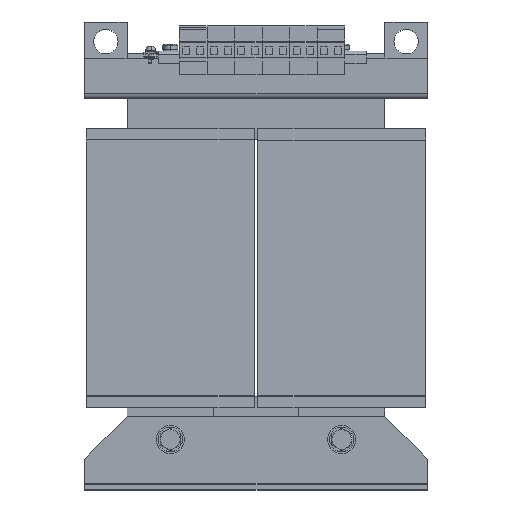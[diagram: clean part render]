
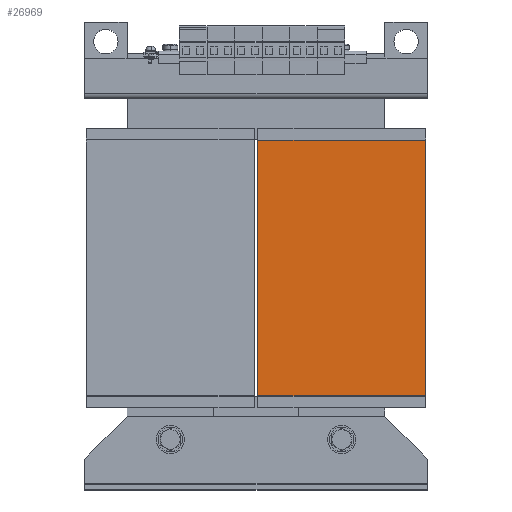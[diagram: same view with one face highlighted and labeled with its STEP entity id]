
A CAD part, top view. The second image highlights one B-rep face of the part: STEP entity #26969.
In plain terms, the highlighted planar face has unit normal (0, 0, 1).
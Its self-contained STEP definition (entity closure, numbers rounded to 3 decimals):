
#855 = CARTESIAN_POINT ( 'NONE',  ( 1.5, 104.495, 85.006 ) ) ;
#1142 = PLANE ( 'NONE',  #29250 ) ;
#1659 = DIRECTION ( 'NONE',  ( 1., 0., 0. ) ) ;
#2848 = DIRECTION ( 'NONE',  ( 1., 0., 0. ) ) ;
#3073 = LINE ( 'NONE', #29980, #28044 ) ;
#4405 = EDGE_LOOP ( 'NONE', ( #14462, #26062, #25244, #30989 ) ) ;
#5548 = DIRECTION ( 'NONE',  ( 0., 1., 0. ) ) ;
#6126 = DIRECTION ( 'NONE',  ( 0., 0., -1. ) ) ;
#6177 = EDGE_CURVE ( 'Defeature ausgef�hrt3_21+Defeature ausgef�hrt3_20+Defeature ausgef�hrt3_26+Defeature ausgef�hrt3_27', #7681, #24753, #27552, .T. ) ;
#6322 = CARTESIAN_POINT ( 'NONE',  ( 1.5, -104.505, 84.994 ) ) ;
#6614 = EDGE_CURVE ( 'Defeature ausgef�hrt3_21+Defeature ausgef�hrt3_27+Defeature ausgef�hrt3_20+Defeature ausgef�hrt3_22', #24753, #30751, #13902, .T. ) ;
#7119 = VECTOR ( 'NONE', #1659, 1000. ) ;
#7296 = VERTEX_POINT ( 'NONE', #11349 ) ;
#7681 = VERTEX_POINT ( 'NONE', #11763 ) ;
#11349 = CARTESIAN_POINT ( 'NONE',  ( 1.5, 104.495, 85.006 ) ) ;
#11763 = CARTESIAN_POINT ( 'NONE',  ( 1.5, -104.505, 84.994 ) ) ;
#13517 = CARTESIAN_POINT ( 'NONE',  ( 1.5, 104.495, 85.006 ) ) ;
#13902 = LINE ( 'NONE', #27345, #29382 ) ;
#14462 = ORIENTED_EDGE ( 'NONE', *, *, #6614, .T. ) ;
#14938 = VECTOR ( 'NONE', #2848, 1000. ) ;
#15509 = DIRECTION ( 'NONE',  ( 0., -1., 0. ) ) ;
#17703 = DIRECTION ( 'NONE',  ( 0., 1., 0. ) ) ;
#19997 = EDGE_CURVE ( 'Defeature ausgef�hrt3_22+Defeature ausgef�hrt3_21+Defeature ausgef�hrt3_26+Defeature ausgef�hrt3_27', #7296, #30751, #21316, .T. ) ;
#21316 = LINE ( 'NONE', #855, #14938 ) ;
#21514 = EDGE_CURVE ( 'Defeature ausgef�hrt3_26+Defeature ausgef�hrt3_21+Defeature ausgef�hrt3_20+Defeature ausgef�hrt3_22', #7681, #7296, #3073, .T. ) ;
#24753 = VERTEX_POINT ( 'NONE', #30507 ) ;
#25244 = ORIENTED_EDGE ( 'NONE', *, *, #21514, .F. ) ;
#26062 = ORIENTED_EDGE ( 'NONE', *, *, #19997, .F. ) ;
#26969 = ADVANCED_FACE ( 'Defeature ausgef�hrt3_21', ( #30532 ), #1142, .F. ) ;
#27345 = CARTESIAN_POINT ( 'NONE',  ( 138.5, 104.495, 85.006 ) ) ;
#27552 = LINE ( 'NONE', #6322, #7119 ) ;
#28044 = VECTOR ( 'NONE', #17703, 1000. ) ;
#29250 = AXIS2_PLACEMENT_3D ( 'NONE', #13517, #6126, #15509 ) ;
#29382 = VECTOR ( 'NONE', #5548, 1000. ) ;
#29980 = CARTESIAN_POINT ( 'NONE',  ( 1.5, 104.495, 85.006 ) ) ;
#30404 = CARTESIAN_POINT ( 'NONE',  ( 138.5, 104.495, 85.006 ) ) ;
#30507 = CARTESIAN_POINT ( 'NONE',  ( 138.5, -104.505, 84.994 ) ) ;
#30532 = FACE_OUTER_BOUND ( 'NONE', #4405, .T. ) ;
#30751 = VERTEX_POINT ( 'NONE', #30404 ) ;
#30989 = ORIENTED_EDGE ( 'NONE', *, *, #6177, .T. ) ;
